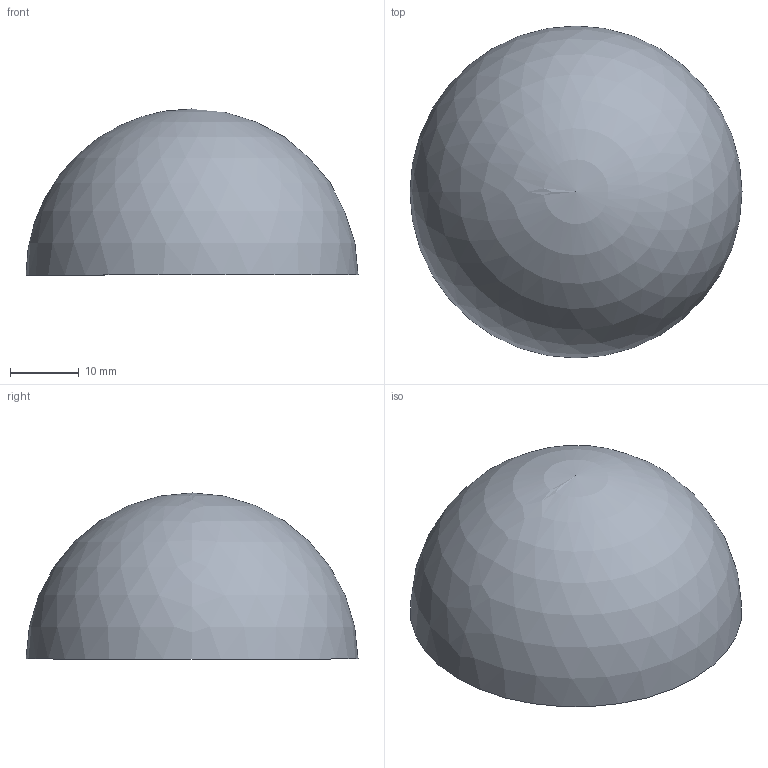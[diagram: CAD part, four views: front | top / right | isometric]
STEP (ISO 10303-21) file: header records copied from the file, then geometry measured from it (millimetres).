
FILE_DESCRIPTION (( 'STEP AP203' ), '1' );
FILE_NAME ('620048.step', '2020-07-15T11:51:34', ( '' ), ( '' ), 'SwSTEP 2.0', 'SolidWorks 2018', '' );
FILE_SCHEMA (( 'CONFIG_CONTROL_DESIGN' ));
Length unit declared in the file: millimetre
Products named in the file (1): 620048
Bounding box: 48.3 x 48.3 x 24.15 mm (x, y, z)
Volume: 6738.7 mm3; surface area: 7042.1 mm2
Topology: 1 solids, 1 shells, 200 faces, 530 edges, 354 vertices
Faces by surface type: bspline 98, plane 77, sphere 25
Entity records: 10405 total; most frequent: CARTESIAN_POINT 5895, ORIENTED_EDGE 1052, DIRECTION 692, EDGE_CURVE 526, VERTEX_POINT 352, AXIS2_PLACEMENT_3D 259, EDGE_LOOP 224, ADVANCED_FACE 200
